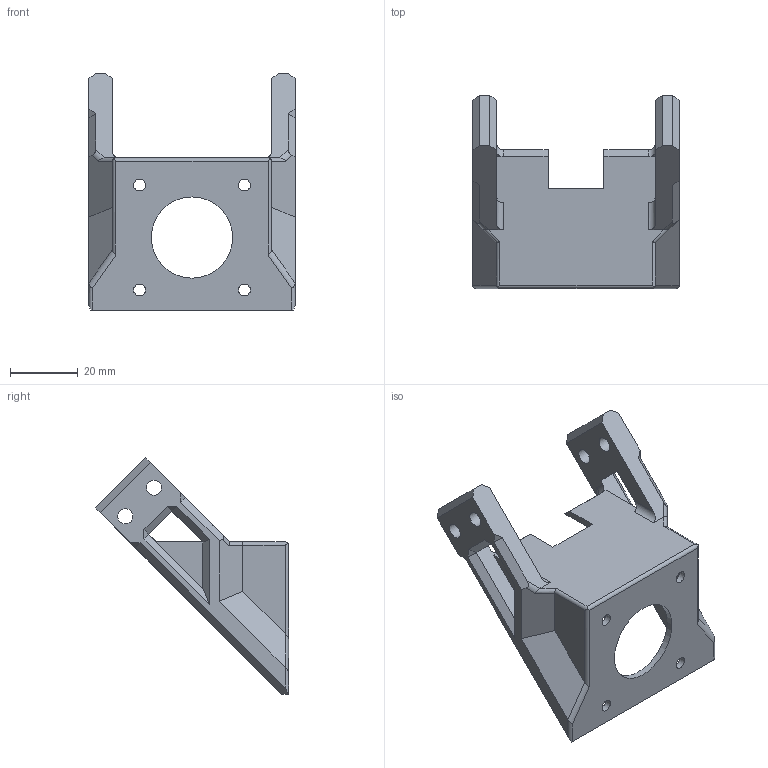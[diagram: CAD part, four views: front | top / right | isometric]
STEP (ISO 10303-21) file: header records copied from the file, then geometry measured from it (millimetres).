
FILE_DESCRIPTION(/* description */ (''),/* implementation_level */ '2;1');
FILE_NAME(/* name */ 'extruder_to_franka_mount_v1.stp',/* time_stamp */ '2021-04-20T13:51:23+02:00',/* author */ ('Raszagal'),/* organization */ (''),/* preprocessor_version */ 'ST-DEVELOPER v18.1',/* originating_system */ 'AutoCAD Mechanical',/* authorisation */ '');
FILE_SCHEMA (('AUTOMOTIVE_DESIGN { 1 0 10303 214 3 1 1 }'));
Length unit declared in the file: millimetre
Products named in the file (1): Product
Bounding box: 61 x 57.06 x 69.91 mm (x, y, z)
Volume: 23325.9 mm3; surface area: 15607.1 mm2
Topology: 1 solids, 1 shells, 90 faces, 242 edges, 152 vertices
Faces by surface type: plane 62, cylinder 28
Full cylindrical faces by diameter (mm): 3.5 x4, 4.5 x4, 24 x1
Entity records: 2879 total; most frequent: CARTESIAN_POINT 543, ORIENTED_EDGE 484, DIRECTION 462, EDGE_CURVE 242, LINE 192, VECTOR 192, VERTEX_POINT 152, AXIS2_PLACEMENT_3D 135
